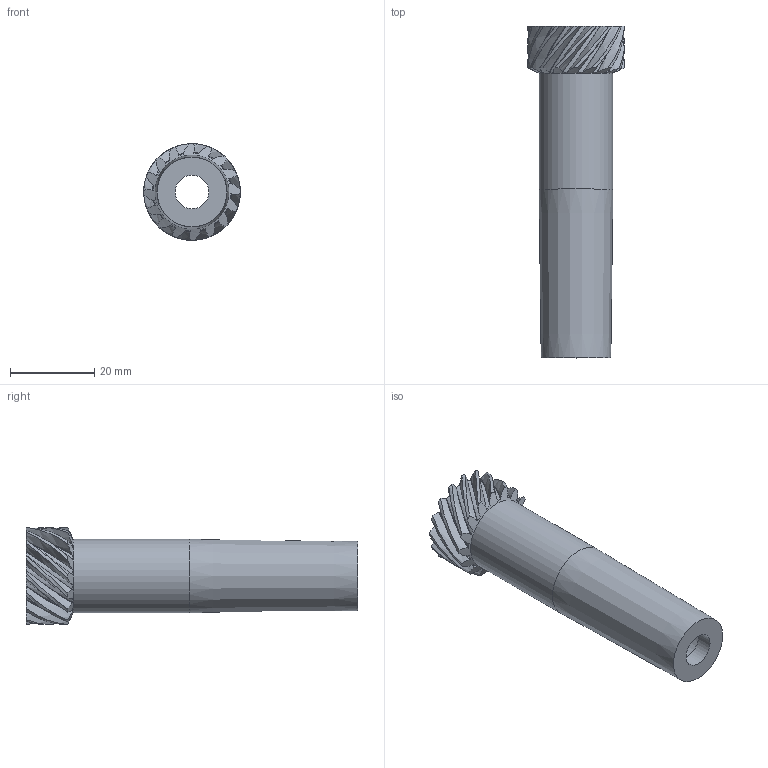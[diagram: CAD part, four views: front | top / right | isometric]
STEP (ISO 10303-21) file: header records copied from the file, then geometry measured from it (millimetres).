
FILE_DESCRIPTION(/* description */ (''),/* implementation_level */ '2;1');
FILE_NAME(/* name */ 'shaft-with-helical.step',/* time_stamp */ '2021-12-27T14:53:21+02:00',/* author */ (''),/* organization */ (''),/* preprocessor_version */ 'ST-DEVELOPER v18.1',/* originating_system */ 'Autodesk Translation Framework v10.10.0.1391',/* authorisation */ '');
FILE_SCHEMA (('AUTOMOTIVE_DESIGN { 1 0 10303 214 3 1 1 }'));
Length unit declared in the file: millimetre
Products named in the file (1): telescope
Bounding box: 22.89 x 78.6 x 22.89 mm (x, y, z)
Volume: 9059.3 mm3; surface area: 8790.4 mm2
Topology: 1 solids, 1 shells, 106 faces, 336 edges, 234 vertices
Faces by surface type: bspline 80, cylinder 20, plane 4, cone 2
Full cylindrical faces by diameter (mm): 8 x1, 13 x1, 16.2 x1, 17.5 x1
Entity records: 10386 total; most frequent: CARTESIAN_POINT 8086, ORIENTED_EDGE 672, EDGE_CURVE 336, VERTEX_POINT 234, DIRECTION 206, B_SPLINE_CURVE_WITH_KNOTS 177, EDGE_LOOP 110, FACE_OUTER_BOUND 106
